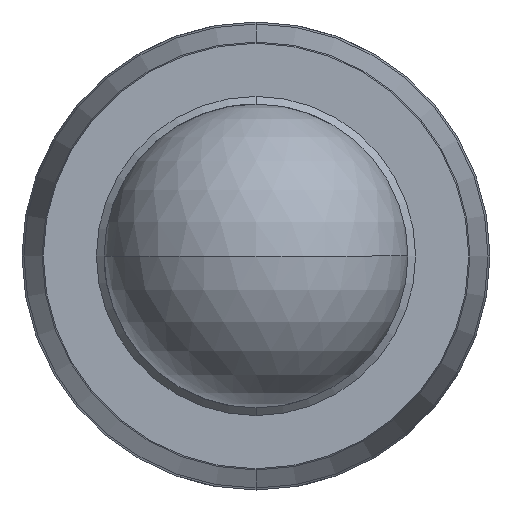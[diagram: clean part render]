
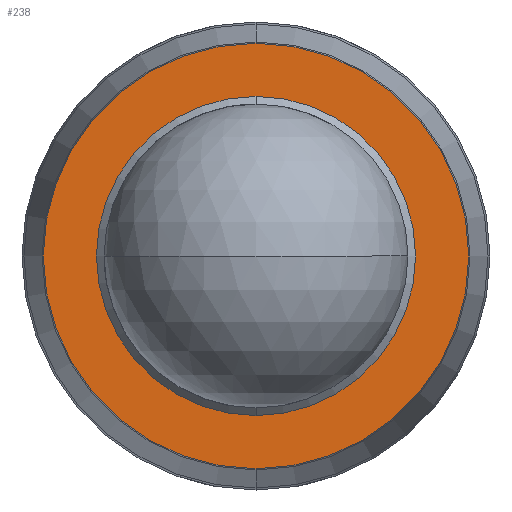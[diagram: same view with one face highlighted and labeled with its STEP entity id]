
A CAD part, left-side view. The second image highlights one B-rep face of the part: STEP entity #238.
In plain terms, the highlighted planar face has unit normal (-1, 0, 0).
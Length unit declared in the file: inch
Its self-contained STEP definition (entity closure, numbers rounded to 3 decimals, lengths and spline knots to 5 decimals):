
#34 = AXIS2_PLACEMENT_3D ( 'NONE', #372, #357, #432 ) ;
#35 = AXIS2_PLACEMENT_3D ( 'NONE', #438, #439, #437 ) ;
#41 = EDGE_CURVE ( 'NONE', #157, #197, #617, .T. ) ;
#44 = AXIS2_PLACEMENT_3D ( 'NONE', #446, #445, #447 ) ;
#59 = EDGE_CURVE ( 'NONE', #249, #134, #574, .T. ) ;
#64 = EDGE_CURVE ( 'NONE', #134, #249, #584, .T. ) ;
#80 = AXIS2_PLACEMENT_3D ( 'NONE', #472, #404, #304 ) ;
#109 = EDGE_CURVE ( 'NONE', #197, #157, #551, .T. ) ;
#117 = AXIS2_PLACEMENT_3D ( 'NONE', #487, #488, #485 ) ;
#120 = ORIENTED_EDGE ( 'NONE', *, *, #41, .F. ) ;
#134 = VERTEX_POINT ( 'NONE', #456 ) ;
#157 = VERTEX_POINT ( 'NONE', #375 ) ;
#168 = EDGE_LOOP ( 'NONE', ( #283, #248 ) ) ;
#197 = VERTEX_POINT ( 'NONE', #309 ) ;
#238 = ADVANCED_FACE ( 'NONE', ( #565, #540 ), #351, .T. ) ;
#245 = ORIENTED_EDGE ( 'NONE', *, *, #109, .F. ) ;
#248 = ORIENTED_EDGE ( 'NONE', *, *, #64, .T. ) ;
#249 = VERTEX_POINT ( 'NONE', #339 ) ;
#261 = EDGE_LOOP ( 'NONE', ( #120, #245 ) ) ;
#283 = ORIENTED_EDGE ( 'NONE', *, *, #59, .T. ) ;
#304 = DIRECTION ( 'NONE',  ( 0., 0., -1. ) ) ;
#309 = CARTESIAN_POINT ( 'NONE',  ( 0., 0., 0.014 ) ) ;
#339 = CARTESIAN_POINT ( 'NONE',  ( 0., 0., -0.0105 ) ) ;
#351 = PLANE ( 'NONE',  #34 ) ;
#357 = DIRECTION ( 'NONE',  ( -1., 0., 0. ) ) ;
#372 = CARTESIAN_POINT ( 'NONE',  ( 0., 0.014, 0. ) ) ;
#375 = CARTESIAN_POINT ( 'NONE',  ( 0., 0., -0.014 ) ) ;
#404 = DIRECTION ( 'NONE',  ( 1., 0., 0. ) ) ;
#432 = DIRECTION ( 'NONE',  ( 0., 0., 1. ) ) ;
#437 = DIRECTION ( 'NONE',  ( 0., 0., -1. ) ) ;
#438 = CARTESIAN_POINT ( 'NONE',  ( 0., 0., 0. ) ) ;
#439 = DIRECTION ( 'NONE',  ( 1., 0., 0. ) ) ;
#445 = DIRECTION ( 'NONE',  ( 1., 0., 0. ) ) ;
#446 = CARTESIAN_POINT ( 'NONE',  ( 0., 0., 0. ) ) ;
#447 = DIRECTION ( 'NONE',  ( 0., 0., -1. ) ) ;
#456 = CARTESIAN_POINT ( 'NONE',  ( 0., 0., 0.0105 ) ) ;
#472 = CARTESIAN_POINT ( 'NONE',  ( 0., 0., 0. ) ) ;
#485 = DIRECTION ( 'NONE',  ( 0., 0., -1. ) ) ;
#487 = CARTESIAN_POINT ( 'NONE',  ( 0., 0., 0. ) ) ;
#488 = DIRECTION ( 'NONE',  ( 1., 0., 0. ) ) ;
#540 = FACE_OUTER_BOUND ( 'NONE', #261, .T. ) ;
#551 = CIRCLE ( 'NONE', #80, 0.014 ) ;
#565 = FACE_BOUND ( 'NONE', #168, .T. ) ;
#574 = CIRCLE ( 'NONE', #44, 0.0105 ) ;
#584 = CIRCLE ( 'NONE', #117, 0.0105 ) ;
#617 = CIRCLE ( 'NONE', #35, 0.014 ) ;
